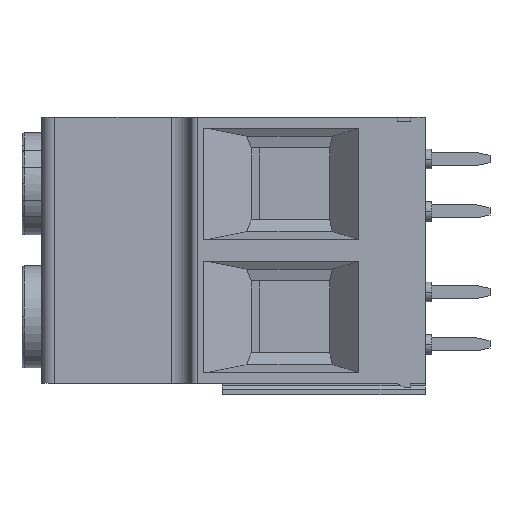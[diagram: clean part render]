
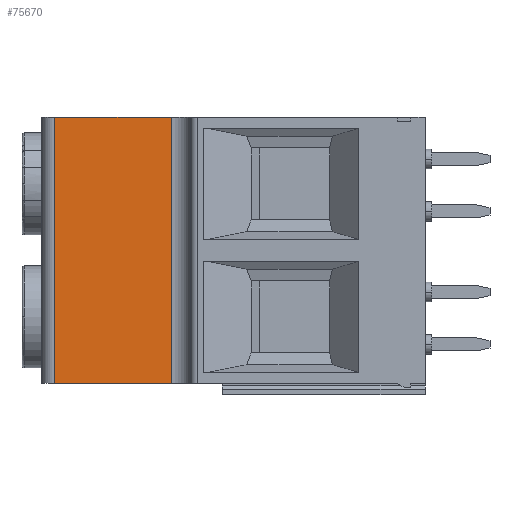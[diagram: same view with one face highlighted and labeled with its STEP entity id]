
A CAD part, left-side view. The second image highlights one B-rep face of the part: STEP entity #75670.
In plain terms, the highlighted planar face has unit normal (-1, 0, 0).
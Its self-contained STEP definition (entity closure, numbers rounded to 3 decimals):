
#1450=CARTESIAN_POINT('',(22.268,51.75,
50.488));
#1460=VERTEX_POINT('',#1450);
#1640=CARTESIAN_POINT('',(22.268,51.75,
70.808));
#1650=VERTEX_POINT('',#1640);
#1680=CARTESIAN_POINT('',(22.268,51.75,
51.868));
#1690=DIRECTION('',(0.,0.,-1.));
#1700=VECTOR('',#1690,1.);
#1710=LINE('',#1680,#1700);
#1720=EDGE_CURVE('',#1650,#1460,#1710,.T.);
#8660=CARTESIAN_POINT('',(22.268,42.85,
70.808));
#8670=VERTEX_POINT('',#8660);
#8700=CARTESIAN_POINT('',(22.268,38.,70.808));
#8710=DIRECTION('',(0.,1.,0.));
#8720=VECTOR('',#8710,1.);
#8730=LINE('',#8700,#8720);
#8740=EDGE_CURVE('',#8670,#1650,#8730,.T.);
#42830=CARTESIAN_POINT('',(22.268,42.85,
50.488));
#42840=VERTEX_POINT('',#42830);
#42890=CARTESIAN_POINT('',(22.268,42.85,
51.868));
#42900=DIRECTION('',(0.,0.,-1.));
#42910=VECTOR('',#42900,1.);
#42920=LINE('',#42890,#42910);
#42930=CARTESIAN_POINT('',(22.268,42.85,
60.648));
#42940=VERTEX_POINT('',#42930);
#42950=EDGE_CURVE('',#42940,#42840,#42920,.T.);
#42970=CARTESIAN_POINT('',(22.268,42.85,
62.028));
#42980=DIRECTION('',(0.,0.,-1.));
#42990=VECTOR('',#42980,1.);
#43000=LINE('',#42970,#42990);
#43010=EDGE_CURVE('',#8670,#42940,#43000,.T.);
#60380=CARTESIAN_POINT('',(22.268,38.,50.488));
#60390=DIRECTION('',(0.,1.,0.));
#60400=VECTOR('',#60390,1.);
#60410=LINE('',#60380,#60400);
#60420=EDGE_CURVE('',#42840,#1460,#60410,.T.);
#75550=CARTESIAN_POINT('',(22.268,43.927,51.488))
;
#75560=DIRECTION('',(1.,0.,0.));
#75570=DIRECTION('',(0.,1.,0.));
#75580=AXIS2_PLACEMENT_3D('',#75550,#75560,#75570);
#75590=PLANE('',#75580);
#75600=ORIENTED_EDGE('',*,*,#8740,.T.);
#75610=ORIENTED_EDGE('',*,*,#43010,.F.);
#75620=ORIENTED_EDGE('',*,*,#42950,.F.);
#75630=ORIENTED_EDGE('',*,*,#60420,.F.);
#75640=ORIENTED_EDGE('',*,*,#1720,.T.);
#75650=EDGE_LOOP('',(#75640,#75630,#75620,#75610,#75600));
#75660=FACE_OUTER_BOUND('',#75650,.T.);
#75670=ADVANCED_FACE('',(#75660),#75590,.F.);
